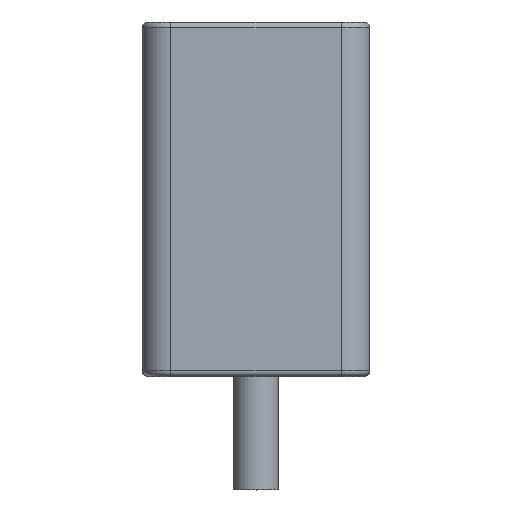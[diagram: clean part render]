
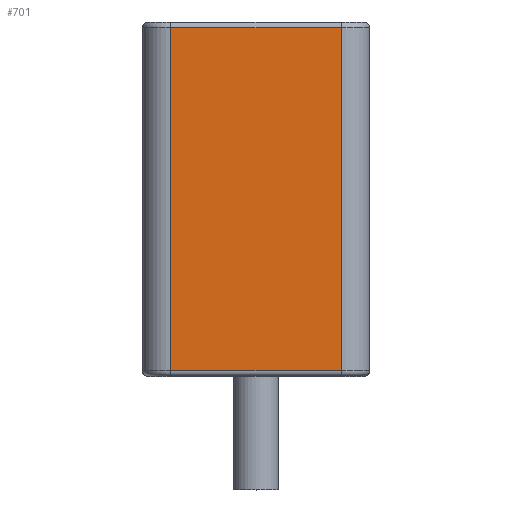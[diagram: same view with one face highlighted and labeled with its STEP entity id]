
A CAD part, top view. The second image highlights one B-rep face of the part: STEP entity #701.
In plain terms, the highlighted planar face has unit normal (0, 0, 1).
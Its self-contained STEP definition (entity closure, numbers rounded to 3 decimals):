
#86=ORIENTED_EDGE('',*,*,#217,.T.);
#87=ORIENTED_EDGE('',*,*,#218,.T.);
#88=ORIENTED_EDGE('',*,*,#219,.T.);
#89=ORIENTED_EDGE('',*,*,#220,.T.);
#217=EDGE_CURVE('',#283,#284,#319,.F.);
#218=EDGE_CURVE('',#284,#285,#320,.F.);
#219=EDGE_CURVE('',#285,#286,#321,.T.);
#220=EDGE_CURVE('',#286,#283,#322,.T.);
#283=VERTEX_POINT('',#997);
#284=VERTEX_POINT('',#998);
#285=VERTEX_POINT('',#1000);
#286=VERTEX_POINT('',#1002);
#319=LINE('',#996,#355);
#320=LINE('',#999,#356);
#321=LINE('',#1001,#357);
#322=LINE('',#1003,#358);
#355=VECTOR('',#826,1000.);
#356=VECTOR('',#827,1000.);
#357=VECTOR('',#828,1000.);
#358=VECTOR('',#829,1000.);
#385=EDGE_LOOP('',(#86,#87,#88,#89));
#421=FACE_BOUND('',#385,.T.);
#454=PLANE('',#741);
#701=ADVANCED_FACE('',(#421),#454,.F.);
#741=AXIS2_PLACEMENT_3D('',#995,#824,#825);
#824=DIRECTION('',(0.,0.,-1.));
#825=DIRECTION('',(-1.,0.,0.));
#826=DIRECTION('',(0.,-1.,0.));
#827=DIRECTION('',(1.,0.,0.));
#828=DIRECTION('',(0.,-1.,0.));
#829=DIRECTION('',(1.,0.,0.));
#995=CARTESIAN_POINT('',(-40.,165.,40.));
#996=CARTESIAN_POINT('',(30.,165.,40.));
#997=CARTESIAN_POINT('',(30.,42.,40.));
#998=CARTESIAN_POINT('',(30.,163.,40.));
#999=CARTESIAN_POINT('',(-30.,163.,40.));
#1000=CARTESIAN_POINT('',(-30.,163.,40.));
#1001=CARTESIAN_POINT('',(-30.,165.,40.));
#1002=CARTESIAN_POINT('',(-30.,42.,40.));
#1003=CARTESIAN_POINT('',(-40.,42.,40.));
